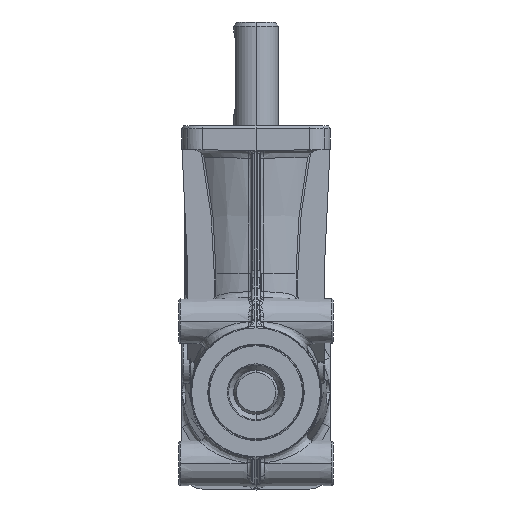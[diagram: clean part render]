
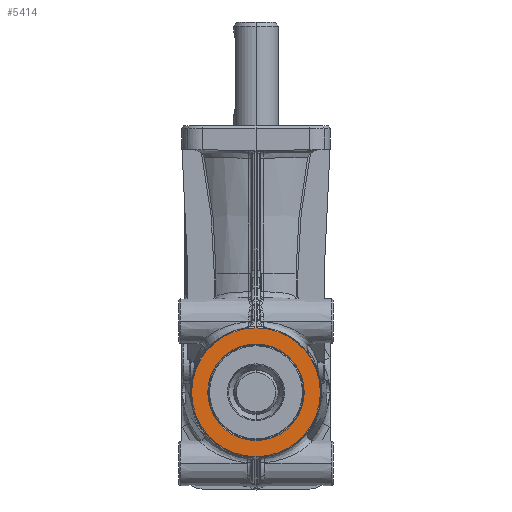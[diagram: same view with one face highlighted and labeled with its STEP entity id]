
A CAD part, left-side view. The second image highlights one B-rep face of the part: STEP entity #5414.
In plain terms, the highlighted planar face has unit normal (-1, 0, 0).
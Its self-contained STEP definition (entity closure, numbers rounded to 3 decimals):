
#5414=ADVANCED_FACE('',(#10985,#10986),#10987,.F.);
#10985=FACE_OUTER_BOUND('',#32356,.T.);
#10986=FACE_BOUND('',#32357,.T.);
#10987=PLANE('',#32358);
#32356=EDGE_LOOP('',(#46826,#46827));
#32357=EDGE_LOOP('',(#46828,#46829));
#32358=AXIS2_PLACEMENT_3D('',#46830,#46831,#46832);
#46826=ORIENTED_EDGE('',*,*,#53533,.T.);
#46827=ORIENTED_EDGE('',*,*,#47458,.T.);
#46828=ORIENTED_EDGE('',*,*,#47454,.F.);
#46829=ORIENTED_EDGE('',*,*,#53535,.F.);
#46830=CARTESIAN_POINT('',(-38.0,0.0,-19.019));
#46831=DIRECTION('',(1.0,0.0,0.0));
#46832=DIRECTION('',(0.0,1.0,-0.0));
#47454=EDGE_CURVE('',#53870,#53872,#53873,.T.);
#47458=EDGE_CURVE('',#53879,#53876,#53880,.T.);
#53533=EDGE_CURVE('',#53876,#53879,#62640,.T.);
#53535=EDGE_CURVE('',#53872,#53870,#62642,.T.);
#53870=VERTEX_POINT('',#63311);
#53872=VERTEX_POINT('',#63314);
#53873=CIRCLE('',#63315,16.289);
#53876=VERTEX_POINT('',#63319);
#53879=VERTEX_POINT('',#63323);
#53880=CIRCLE('',#63324,21.75);
#62640=CIRCLE('',#79993,21.75);
#62642=CIRCLE('',#79995,16.289);
#63311=CARTESIAN_POINT('',(-38.0,0.0,-16.289));
#63314=CARTESIAN_POINT('',(-38.0,0.,16.289));
#63315=AXIS2_PLACEMENT_3D('',#80308,#80309,#80310);
#63319=CARTESIAN_POINT('',(-38.0,0.0,-21.75));
#63323=CARTESIAN_POINT('',(-38.0,0.,21.75));
#63324=AXIS2_PLACEMENT_3D('',#80313,#80314,#80315);
#79993=AXIS2_PLACEMENT_3D('',#86966,#86967,#86968);
#79995=AXIS2_PLACEMENT_3D('',#86969,#86970,#86971);
#80308=CARTESIAN_POINT('',(-38.0,0.0,0.0));
#80309=DIRECTION('',(-1.0,0.0,0.0));
#80310=DIRECTION('',(0.0,0.0,-1.0));
#80313=CARTESIAN_POINT('',(-38.0,0.0,0.0));
#80314=DIRECTION('',(-1.0,0.0,0.0));
#80315=DIRECTION('',(0.0,0.0,-1.0));
#86966=CARTESIAN_POINT('',(-38.0,0.0,0.0));
#86967=DIRECTION('',(-1.0,0.0,0.0));
#86968=DIRECTION('',(0.0,0.0,-1.0));
#86969=CARTESIAN_POINT('',(-38.0,0.0,0.0));
#86970=DIRECTION('',(-1.0,0.0,0.0));
#86971=DIRECTION('',(0.0,0.0,-1.0));
